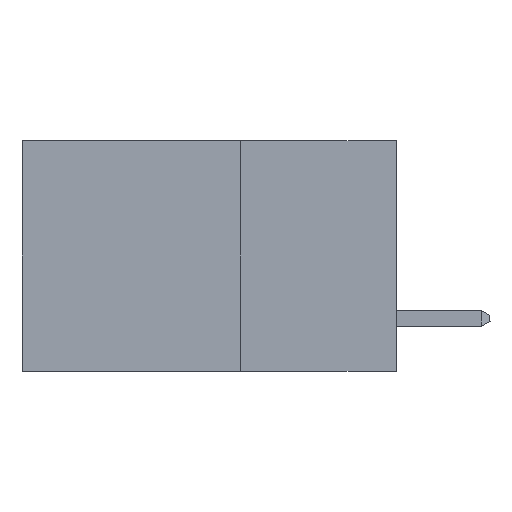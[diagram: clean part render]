
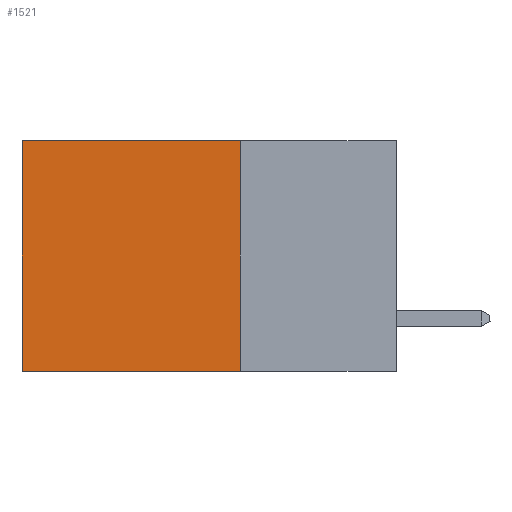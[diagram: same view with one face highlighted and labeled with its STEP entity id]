
A CAD part, left-side view. The second image highlights one B-rep face of the part: STEP entity #1521.
In plain terms, the highlighted planar face has unit normal (-1, 0, 0).
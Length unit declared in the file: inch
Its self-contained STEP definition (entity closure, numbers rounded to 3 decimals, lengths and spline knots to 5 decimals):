
#718 = ORIENTED_EDGE ( 'NONE', *, *, #6362, .T. ) ;
#1034 = EDGE_CURVE ( 'NONE', #3060, #6125, #3689, .T. ) ;
#1521 = ADVANCED_FACE ( 'NONE', ( #8443 ), #4279, .F. ) ;
#1956 = CARTESIAN_POINT ( 'NONE',  ( 0.298, 0.6, 0. ) ) ;
#2470 = CARTESIAN_POINT ( 'NONE',  ( 0.298, 0.25, 0. ) ) ;
#2548 = CARTESIAN_POINT ( 'NONE',  ( 0.298, 0.25, 0. ) ) ;
#2755 = CARTESIAN_POINT ( 'NONE',  ( 0.298, 0.25, -0.37 ) ) ;
#3060 = VERTEX_POINT ( 'NONE', #2470 ) ;
#3321 = CARTESIAN_POINT ( 'NONE',  ( 0.298, 0.6, -0.37 ) ) ;
#3656 = DIRECTION ( 'NONE',  ( 0., 1., 0. ) ) ;
#3689 = LINE ( 'NONE', #7111, #3833 ) ;
#3699 = EDGE_LOOP ( 'NONE', ( #8823, #3901, #9439, #718 ) ) ;
#3833 = VECTOR ( 'NONE', #10698, 39.37008 ) ;
#3901 = ORIENTED_EDGE ( 'NONE', *, *, #5399, .F. ) ;
#4175 = AXIS2_PLACEMENT_3D ( 'NONE', #2548, #7873, #4383 ) ;
#4279 = PLANE ( 'NONE',  #4175 ) ;
#4383 = DIRECTION ( 'NONE',  ( 0., 0., -1. ) ) ;
#5399 = EDGE_CURVE ( 'NONE', #6125, #7552, #9809, .T. ) ;
#5716 = DIRECTION ( 'NONE',  ( 0., 0., -1. ) ) ;
#6125 = VERTEX_POINT ( 'NONE', #8189 ) ;
#6217 = CARTESIAN_POINT ( 'NONE',  ( 0.298, 0.25, 0. ) ) ;
#6362 = EDGE_CURVE ( 'NONE', #3060, #11539, #10504, .T. ) ;
#6575 = VECTOR ( 'NONE', #9078, 39.37008 ) ;
#7111 = CARTESIAN_POINT ( 'NONE',  ( 0.298, 0.25, 0. ) ) ;
#7189 = VECTOR ( 'NONE', #5716, 39.37008 ) ;
#7552 = VERTEX_POINT ( 'NONE', #3321 ) ;
#7873 = DIRECTION ( 'NONE',  ( 1., 0., 0. ) ) ;
#8189 = CARTESIAN_POINT ( 'NONE',  ( 0.298, 0.25, -0.37 ) ) ;
#8443 = FACE_OUTER_BOUND ( 'NONE', #3699, .T. ) ;
#8823 = ORIENTED_EDGE ( 'NONE', *, *, #11556, .T. ) ;
#9078 = DIRECTION ( 'NONE',  ( 0., 1., 0. ) ) ;
#9255 = VECTOR ( 'NONE', #3656, 39.37008 ) ;
#9439 = ORIENTED_EDGE ( 'NONE', *, *, #1034, .F. ) ;
#9573 = LINE ( 'NONE', #10545, #7189 ) ;
#9809 = LINE ( 'NONE', #2755, #9255 ) ;
#10504 = LINE ( 'NONE', #6217, #6575 ) ;
#10545 = CARTESIAN_POINT ( 'NONE',  ( 0.298, 0.6, 0. ) ) ;
#10698 = DIRECTION ( 'NONE',  ( 0., 0., -1. ) ) ;
#11539 = VERTEX_POINT ( 'NONE', #1956 ) ;
#11556 = EDGE_CURVE ( 'NONE', #11539, #7552, #9573, .T. ) ;
